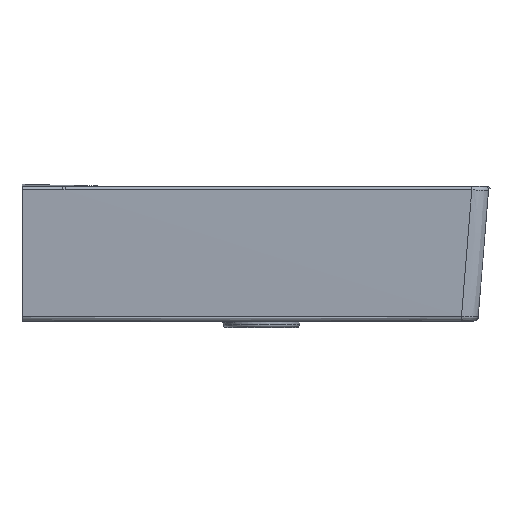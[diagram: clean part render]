
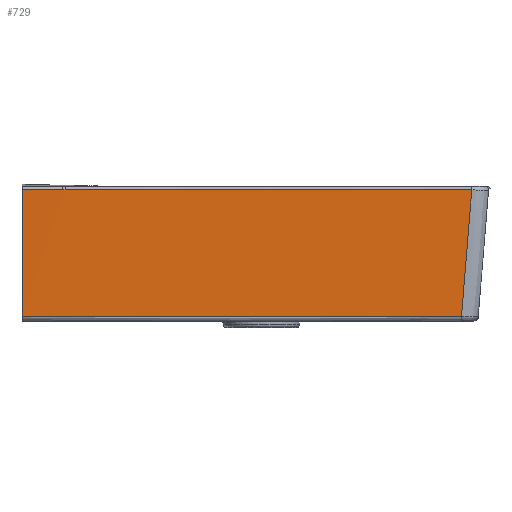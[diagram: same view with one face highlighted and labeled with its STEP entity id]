
A CAD part, left-side view. The second image highlights one B-rep face of the part: STEP entity #729.
In plain terms, the highlighted free-form (B-spline) face has degree [3, 3] with [10, 7] control points.
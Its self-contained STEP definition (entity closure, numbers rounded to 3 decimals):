
#54=B_SPLINE_SURFACE_WITH_KNOTS('',3,3,((#10370,#10371,#10372,#10373,#10374,
#10375,#10376),(#10377,#10378,#10379,#10380,#10381,#10382,#10383),(#10384,
#10385,#10386,#10387,#10388,#10389,#10390),(#10391,#10392,#10393,#10394,
#10395,#10396,#10397),(#10398,#10399,#10400,#10401,#10402,#10403,#10404),
(#10405,#10406,#10407,#10408,#10409,#10410,#10411),(#10412,#10413,#10414,
#10415,#10416,#10417,#10418),(#10419,#10420,#10421,#10422,#10423,#10424,
#10425),(#10426,#10427,#10428,#10429,#10430,#10431,#10432),(#10433,#10434,
#10435,#10436,#10437,#10438,#10439)),.UNSPECIFIED.,.F.,.F.,.F.,(4,1,1,1,
1,1,1,4),(4,2,1,4),(0.,0.2,0.4,0.6,0.7,0.8,0.9,1.),(0.,0.01,
0.802,1.),.UNSPECIFIED.);
#201=(
BOUNDED_CURVE()
B_SPLINE_CURVE(3,(#10361,#10362,#10363,#10364),.UNSPECIFIED.,.F.,.F.)
B_SPLINE_CURVE_WITH_KNOTS((4,4),(0.,1.),.UNSPECIFIED.)
CURVE()
GEOMETRIC_REPRESENTATION_ITEM()
RATIONAL_B_SPLINE_CURVE((1.,1.,1.,1.))
REPRESENTATION_ITEM('')
);
#495=B_SPLINE_CURVE_WITH_KNOTS('',3,(#9197,#9198,#9199,#9200),
 .UNSPECIFIED.,.F.,.F.,(4,4),(0.,1.),.UNSPECIFIED.);
#507=B_SPLINE_CURVE_WITH_KNOTS('',3,(#9814,#9815,#9816,#9817,#9818,#9819,
#9820,#9821,#9822),.UNSPECIFIED.,.F.,.F.,(4,1,1,1,1,1,4),(0.,0.247,
0.534,0.678,0.821,0.965,1.),
 .UNSPECIFIED.);
#525=B_SPLINE_CURVE_WITH_KNOTS('',3,(#10193,#10194,#10195,#10196,#10197,
#10198,#10199,#10200),.UNSPECIFIED.,.F.,.F.,(4,2,2,4),(0.,0.25,0.5,1.),
 .UNSPECIFIED.);
#533=B_SPLINE_CURVE_WITH_KNOTS('',3,(#10356,#10357,#10358,#10359),
 .UNSPECIFIED.,.F.,.F.,(4,4),(0.,1.),.UNSPECIFIED.);
#534=B_SPLINE_CURVE_WITH_KNOTS('',3,(#10366,#10367,#10368,#10369),
 .UNSPECIFIED.,.F.,.F.,(4,4),(0.,1.),.UNSPECIFIED.);
#729=ADVANCED_FACE('',(#920),#54,.T.);
#920=FACE_OUTER_BOUND('',#1124,.T.);
#1124=EDGE_LOOP('',(#1886,#1887,#1888,#1889,#1890,#1891));
#1886=ORIENTED_EDGE('',*,*,#2693,.F.);
#1887=ORIENTED_EDGE('',*,*,#2674,.T.);
#1888=ORIENTED_EDGE('',*,*,#2613,.T.);
#1889=ORIENTED_EDGE('',*,*,#2643,.T.);
#1890=ORIENTED_EDGE('',*,*,#2694,.F.);
#1891=ORIENTED_EDGE('',*,*,#2695,.F.);
#2189=VERTEX_POINT('',#8849);
#2233=VERTEX_POINT('',#9201);
#2250=VERTEX_POINT('',#9813);
#2268=VERTEX_POINT('',#10140);
#2277=VERTEX_POINT('',#10360);
#2278=VERTEX_POINT('',#10365);
#2613=EDGE_CURVE('',#2189,#2233,#495,.T.);
#2643=EDGE_CURVE('',#2233,#2250,#507,.T.);
#2674=EDGE_CURVE('',#2268,#2189,#525,.T.);
#2693=EDGE_CURVE('',#2268,#2277,#533,.T.);
#2694=EDGE_CURVE('',#2278,#2250,#201,.T.);
#2695=EDGE_CURVE('',#2277,#2278,#534,.T.);
#8849=CARTESIAN_POINT('',(-494.435,-440.765,-130.293));
#9197=CARTESIAN_POINT('',(-494.435,-440.765,-130.293));
#9198=CARTESIAN_POINT('',(-496.797,-445.412,-89.354));
#9199=CARTESIAN_POINT('',(-498.407,-448.936,-47.098));
#9200=CARTESIAN_POINT('',(-499.101,-451.103,-3.557));
#9201=CARTESIAN_POINT('',(-499.101,-451.103,-3.557));
#9813=CARTESIAN_POINT('',(-498.884,-43.345,-3.555));
#9814=CARTESIAN_POINT('',(-499.101,-451.103,-3.556));
#9815=CARTESIAN_POINT('',(-499.405,-416.992,-3.556));
#9816=CARTESIAN_POINT('',(-499.886,-343.273,-3.556));
#9817=CARTESIAN_POINT('',(-500.019,-250.49,-3.556));
#9818=CARTESIAN_POINT('',(-499.815,-172.883,-3.556));
#9819=CARTESIAN_POINT('',(-499.506,-115.048,-3.556));
#9820=CARTESIAN_POINT('',(-499.156,-71.938,-3.556));
#9821=CARTESIAN_POINT('',(-498.929,-48.056,-3.556));
#9822=CARTESIAN_POINT('',(-498.884,-43.345,-3.556));
#10140=CARTESIAN_POINT('',(-493.777,0.,-130.29));
#10193=CARTESIAN_POINT('',(-493.777,0.,-130.29));
#10194=CARTESIAN_POINT('',(-494.154,-37.32,-130.29));
#10195=CARTESIAN_POINT('',(-494.537,-74.641,-130.29));
#10196=CARTESIAN_POINT('',(-495.055,-149.001,-130.291));
#10197=CARTESIAN_POINT('',(-495.208,-186.042,-130.291));
#10198=CARTESIAN_POINT('',(-495.372,-296.313,-130.292));
#10199=CARTESIAN_POINT('',(-495.091,-368.59,-130.293));
#10200=CARTESIAN_POINT('',(-494.435,-440.765,-130.293));
#10356=CARTESIAN_POINT('',(-493.777,0.,-130.29));
#10357=CARTESIAN_POINT('',(-496.228,0.,-88.035));
#10358=CARTESIAN_POINT('',(-497.785,0.,-45.781));
#10359=CARTESIAN_POINT('',(-498.447,0.,-3.527));
#10360=CARTESIAN_POINT('',(-498.447,0.,-3.527));
#10361=CARTESIAN_POINT('',(-498.855,-40.415,-3.554));
#10362=CARTESIAN_POINT('',(-498.865,-41.391,-3.555));
#10363=CARTESIAN_POINT('',(-498.874,-42.368,-3.555));
#10364=CARTESIAN_POINT('',(-498.884,-43.345,-3.555));
#10365=CARTESIAN_POINT('',(-498.855,-40.415,-3.554));
#10366=CARTESIAN_POINT('',(-498.447,0.,-3.527));
#10367=CARTESIAN_POINT('',(-498.585,-13.471,-3.54));
#10368=CARTESIAN_POINT('',(-498.724,-26.942,-3.549));
#10369=CARTESIAN_POINT('',(-498.855,-40.415,-3.554));
#10370=CARTESIAN_POINT('',(-497.562,-587.352,1.689));
#10371=CARTESIAN_POINT('',(-497.555,-587.277,1.126));
#10372=CARTESIAN_POINT('',(-497.547,-587.202,0.563));
#10373=CARTESIAN_POINT('',(-496.91,-581.135,-45.03));
#10374=CARTESIAN_POINT('',(-494.852,-573.644,-101.298));
#10375=CARTESIAN_POINT('',(-491.218,-566.171,-157.474));
#10376=CARTESIAN_POINT('',(-490.444,-564.677,-168.707));
#10377=CARTESIAN_POINT('',(-498.143,-547.615,1.689));
#10378=CARTESIAN_POINT('',(-498.135,-547.549,1.126));
#10379=CARTESIAN_POINT('',(-498.127,-547.484,0.563));
#10380=CARTESIAN_POINT('',(-497.479,-542.202,-45.03));
#10381=CARTESIAN_POINT('',(-495.409,-535.678,-101.298));
#10382=CARTESIAN_POINT('',(-491.761,-529.171,-157.474));
#10383=CARTESIAN_POINT('',(-490.984,-527.87,-168.706));
#10384=CARTESIAN_POINT('',(-499.136,-468.139,1.689));
#10385=CARTESIAN_POINT('',(-499.128,-468.093,1.126));
#10386=CARTESIAN_POINT('',(-499.119,-468.047,0.563));
#10387=CARTESIAN_POINT('',(-498.455,-464.333,-45.03));
#10388=CARTESIAN_POINT('',(-496.366,-459.746,-101.299));
#10389=CARTESIAN_POINT('',(-492.697,-455.17,-157.474));
#10390=CARTESIAN_POINT('',(-491.916,-454.255,-168.706));
#10391=CARTESIAN_POINT('',(-499.958,-348.919,1.689));
#10392=CARTESIAN_POINT('',(-499.949,-348.902,1.126));
#10393=CARTESIAN_POINT('',(-499.941,-348.885,0.563));
#10394=CARTESIAN_POINT('',(-499.271,-347.523,-45.03));
#10395=CARTESIAN_POINT('',(-497.177,-345.841,-101.299));
#10396=CARTESIAN_POINT('',(-493.501,-344.163,-157.474));
#10397=CARTESIAN_POINT('',(-492.718,-343.827,-168.706));
#10398=CARTESIAN_POINT('',(-500.098,-250.49,1.689));
#10399=CARTESIAN_POINT('',(-500.089,-250.49,1.126));
#10400=CARTESIAN_POINT('',(-500.081,-250.49,0.563));
#10401=CARTESIAN_POINT('',(-499.419,-250.486,-45.03));
#10402=CARTESIAN_POINT('',(-497.333,-250.482,-101.299));
#10403=CARTESIAN_POINT('',(-493.666,-250.477,-157.474));
#10404=CARTESIAN_POINT('',(-492.885,-250.476,-168.706));
#10405=CARTESIAN_POINT('',(-499.893,-172.841,1.689));
#10406=CARTESIAN_POINT('',(-499.885,-172.845,1.126));
#10407=CARTESIAN_POINT('',(-499.877,-172.85,0.563));
#10408=CARTESIAN_POINT('',(-499.22,-173.221,-45.03));
#10409=CARTESIAN_POINT('',(-497.142,-173.679,-101.299));
#10410=CARTESIAN_POINT('',(-493.482,-174.136,-157.474));
#10411=CARTESIAN_POINT('',(-492.702,-174.228,-168.706));
#10412=CARTESIAN_POINT('',(-499.583,-115.003,1.689));
#10413=CARTESIAN_POINT('',(-499.575,-115.008,1.126));
#10414=CARTESIAN_POINT('',(-499.567,-115.013,0.563));
#10415=CARTESIAN_POINT('',(-498.912,-115.406,-45.03));
#10416=CARTESIAN_POINT('',(-496.836,-115.89,-101.299));
#10417=CARTESIAN_POINT('',(-493.178,-116.374,-157.474));
#10418=CARTESIAN_POINT('',(-492.399,-116.471,-168.706));
#10419=CARTESIAN_POINT('',(-499.116,-57.434,1.689));
#10420=CARTESIAN_POINT('',(-499.108,-57.437,1.126));
#10421=CARTESIAN_POINT('',(-499.1,-57.44,0.563));
#10422=CARTESIAN_POINT('',(-498.442,-57.68,-45.03));
#10423=CARTESIAN_POINT('',(-496.36,-57.976,-101.299));
#10424=CARTESIAN_POINT('',(-492.698,-58.271,-157.474));
#10425=CARTESIAN_POINT('',(-491.919,-58.33,-168.706));
#10426=CARTESIAN_POINT('',(-498.722,-19.145,1.689));
#10427=CARTESIAN_POINT('',(-498.714,-19.146,1.126));
#10428=CARTESIAN_POINT('',(-498.705,-19.147,0.563));
#10429=CARTESIAN_POINT('',(-498.044,-19.227,-45.03));
#10430=CARTESIAN_POINT('',(-495.958,-19.325,-101.299));
#10431=CARTESIAN_POINT('',(-492.293,-19.424,-157.474));
#10432=CARTESIAN_POINT('',(-491.512,-19.444,-168.706));
#10433=CARTESIAN_POINT('',(-498.524,0.,1.689));
#10434=CARTESIAN_POINT('',(-498.516,0.,1.126));
#10435=CARTESIAN_POINT('',(-498.508,0.,0.563));
#10436=CARTESIAN_POINT('',(-497.848,0.,-45.03));
#10437=CARTESIAN_POINT('',(-495.762,0.,-101.299));
#10438=CARTESIAN_POINT('',(-492.097,0.,-157.474));
#10439=CARTESIAN_POINT('',(-491.317,0.,-168.706));
